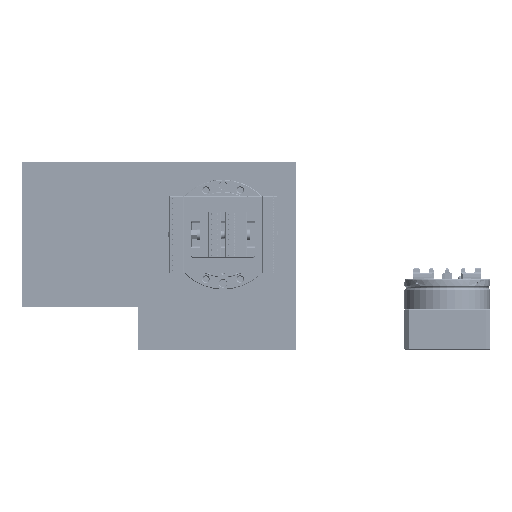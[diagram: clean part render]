
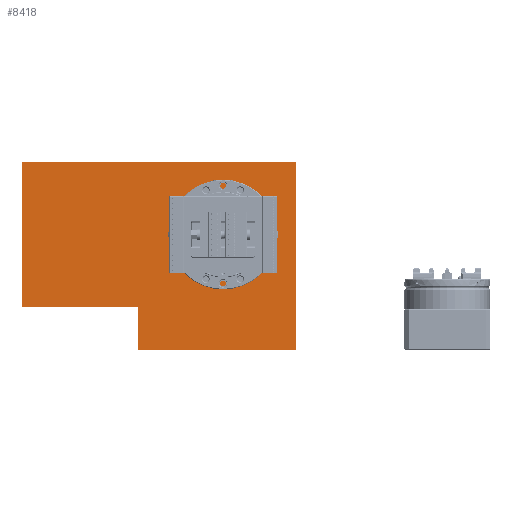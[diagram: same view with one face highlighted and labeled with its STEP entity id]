
A CAD part, front view. The second image highlights one B-rep face of the part: STEP entity #8418.
In plain terms, the highlighted planar face has unit normal (0, -1, 0).
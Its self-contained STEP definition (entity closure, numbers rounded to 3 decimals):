
#2024=PLANE('',#78764);
#8418=ADVANCED_FACE('',(#27358,#27359),#2024,.T.);
#17089=LINE('',#121024,#22882);
#17093=LINE('',#121033,#22886);
#17100=LINE('',#121047,#22893);
#17101=LINE('',#121049,#22894);
#17102=LINE('',#121051,#22895);
#17103=LINE('',#121053,#22896);
#22882=VECTOR('',#91866,1.);
#22886=VECTOR('',#91872,1.);
#22893=VECTOR('',#91881,1.);
#22894=VECTOR('',#91884,1.);
#22895=VECTOR('',#91885,1.);
#22896=VECTOR('',#91886,1.);
#27358=FACE_BOUND('',#31792,.T.);
#27359=FACE_BOUND('',#31793,.T.);
#31792=EDGE_LOOP('',(#44108,#44109,#44110,#44111,#44112,#44113));
#31793=EDGE_LOOP('',(#44114));
#44108=ORIENTED_EDGE('',*,*,#67486,.T.);
#44109=ORIENTED_EDGE('',*,*,#67487,.F.);
#44110=ORIENTED_EDGE('',*,*,#67488,.T.);
#44111=ORIENTED_EDGE('',*,*,#67489,.T.);
#44112=ORIENTED_EDGE('',*,*,#67479,.T.);
#44113=ORIENTED_EDGE('',*,*,#67475,.F.);
#44114=ORIENTED_EDGE('',*,*,#67490,.F.);
#58944=VERTEX_POINT('',#121025);
#58945=VERTEX_POINT('',#121026);
#58948=VERTEX_POINT('',#121034);
#58953=VERTEX_POINT('',#121046);
#58954=VERTEX_POINT('',#121050);
#58955=VERTEX_POINT('',#121052);
#58956=VERTEX_POINT('',#121055);
#67475=EDGE_CURVE('',#58944,#58945,#17089,.T.);
#67479=EDGE_CURVE('',#58948,#58945,#17093,.T.);
#67486=EDGE_CURVE('',#58944,#58953,#17100,.T.);
#67487=EDGE_CURVE('',#58954,#58953,#17101,.T.);
#67488=EDGE_CURVE('',#58954,#58955,#17102,.T.);
#67489=EDGE_CURVE('',#58955,#58948,#17103,.T.);
#67490=EDGE_CURVE('',#58956,#58956,#74220,.T.);
#74220=CIRCLE('',#78763,50.);
#78763=AXIS2_PLACEMENT_3D('',#121054,#91887,#91888);
#78764=AXIS2_PLACEMENT_3D('',#121056,#91889,#91890);
#91866=DIRECTION('',(0.,0.,1.));
#91872=DIRECTION('',(-1.,0.,0.));
#91881=DIRECTION('',(1.,0.,0.));
#91884=DIRECTION('',(0.,0.,1.));
#91885=DIRECTION('',(1.,0.,0.));
#91886=DIRECTION('',(0.,0.,1.));
#91887=DIRECTION('',(0.,-1.,0.));
#91888=DIRECTION('',(0.,0.,-1.));
#91889=DIRECTION('',(0.,-1.,0.));
#91890=DIRECTION('',(0.,0.,-1.));
#121024=CARTESIAN_POINT('',(-235.,195.,-152.1));
#121025=CARTESIAN_POINT('',(-235.,195.,-152.1));
#121026=CARTESIAN_POINT('',(-235.,195.,17.9));
#121033=CARTESIAN_POINT('',(0.,195.,17.9));
#121034=CARTESIAN_POINT('',(85.,195.,17.9));
#121046=CARTESIAN_POINT('',(-100.,195.,-152.1));
#121047=CARTESIAN_POINT('',(0.,195.,-152.1));
#121049=CARTESIAN_POINT('',(-100.,195.,-152.1));
#121050=CARTESIAN_POINT('',(-100.,195.,-202.1));
#121051=CARTESIAN_POINT('',(0.,195.,-202.1));
#121052=CARTESIAN_POINT('',(85.,195.,-202.1));
#121053=CARTESIAN_POINT('',(85.,195.,-152.1));
#121054=CARTESIAN_POINT('',(0.,195.,-67.1));
#121055=CARTESIAN_POINT('',(0.,195.,-117.1));
#121056=CARTESIAN_POINT('',(0.,195.,-152.1));
